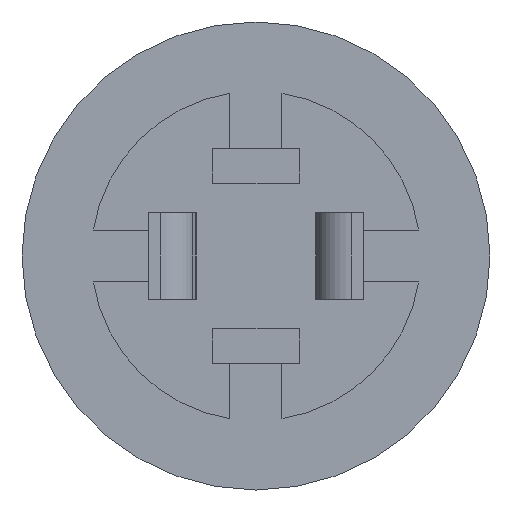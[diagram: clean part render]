
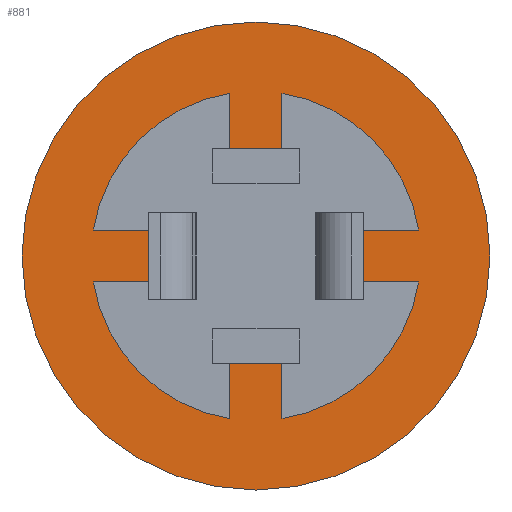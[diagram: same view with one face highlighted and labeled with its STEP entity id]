
A CAD part, front view. The second image highlights one B-rep face of the part: STEP entity #881.
In plain terms, the highlighted planar face has unit normal (0, -1, 0).
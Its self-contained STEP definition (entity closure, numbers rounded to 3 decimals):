
#15=FACE_BOUND('',#341,.T.);
#32=PLANE('',#939);
#89=LINE('',#1346,#195);
#105=LINE('',#1378,#211);
#106=LINE('',#1384,#212);
#107=LINE('',#1386,#213);
#108=LINE('',#1389,#214);
#109=LINE('',#1391,#215);
#110=LINE('',#1394,#216);
#111=LINE('',#1396,#217);
#112=LINE('',#1400,#218);
#113=LINE('',#1402,#219);
#114=LINE('',#1404,#220);
#115=LINE('',#1407,#221);
#195=VECTOR('',#1067,10.);
#211=VECTOR('',#1091,10.);
#212=VECTOR('',#1096,10.);
#213=VECTOR('',#1097,10.);
#214=VECTOR('',#1100,10.);
#215=VECTOR('',#1101,10.);
#216=VECTOR('',#1104,10.);
#217=VECTOR('',#1105,10.);
#218=VECTOR('',#1108,10.);
#219=VECTOR('',#1109,10.);
#220=VECTOR('',#1110,10.);
#221=VECTOR('',#1113,10.);
#294=FACE_OUTER_BOUND('',#340,.T.);
#340=EDGE_LOOP('',(#708));
#341=EDGE_LOOP('',(#709,#710,#711,#712,#713,#714,#715,#716,#717,#718,#719,
#720,#721,#722,#723,#724));
#378=CIRCLE('',#940,6.75);
#379=CIRCLE('',#941,4.75);
#380=CIRCLE('',#942,4.75);
#381=CIRCLE('',#943,4.75);
#382=CIRCLE('',#944,4.75);
#425=VERTEX_POINT('',#1343);
#426=VERTEX_POINT('',#1345);
#433=VERTEX_POINT('',#1366);
#438=VERTEX_POINT('',#1376);
#439=VERTEX_POINT('',#1380);
#440=VERTEX_POINT('',#1382);
#441=VERTEX_POINT('',#1383);
#442=VERTEX_POINT('',#1385);
#443=VERTEX_POINT('',#1387);
#444=VERTEX_POINT('',#1390);
#445=VERTEX_POINT('',#1392);
#446=VERTEX_POINT('',#1395);
#447=VERTEX_POINT('',#1397);
#448=VERTEX_POINT('',#1399);
#449=VERTEX_POINT('',#1401);
#450=VERTEX_POINT('',#1403);
#451=VERTEX_POINT('',#1405);
#524=EDGE_CURVE('',#426,#425,#89,.T.);
#540=EDGE_CURVE('',#433,#438,#105,.T.);
#541=EDGE_CURVE('',#439,#439,#378,.T.);
#542=EDGE_CURVE('',#440,#441,#106,.T.);
#543=EDGE_CURVE('',#441,#442,#107,.T.);
#544=EDGE_CURVE('',#442,#443,#379,.T.);
#545=EDGE_CURVE('',#443,#433,#108,.T.);
#546=EDGE_CURVE('',#438,#444,#109,.T.);
#547=EDGE_CURVE('',#444,#445,#380,.T.);
#548=EDGE_CURVE('',#445,#426,#110,.T.);
#549=EDGE_CURVE('',#425,#446,#111,.T.);
#550=EDGE_CURVE('',#446,#447,#381,.T.);
#551=EDGE_CURVE('',#447,#448,#112,.T.);
#552=EDGE_CURVE('',#448,#449,#113,.T.);
#553=EDGE_CURVE('',#449,#450,#114,.T.);
#554=EDGE_CURVE('',#450,#451,#382,.T.);
#555=EDGE_CURVE('',#451,#440,#115,.T.);
#708=ORIENTED_EDGE('',*,*,#541,.T.);
#709=ORIENTED_EDGE('',*,*,#542,.T.);
#710=ORIENTED_EDGE('',*,*,#543,.T.);
#711=ORIENTED_EDGE('',*,*,#544,.T.);
#712=ORIENTED_EDGE('',*,*,#545,.T.);
#713=ORIENTED_EDGE('',*,*,#540,.T.);
#714=ORIENTED_EDGE('',*,*,#546,.T.);
#715=ORIENTED_EDGE('',*,*,#547,.T.);
#716=ORIENTED_EDGE('',*,*,#548,.T.);
#717=ORIENTED_EDGE('',*,*,#524,.T.);
#718=ORIENTED_EDGE('',*,*,#549,.T.);
#719=ORIENTED_EDGE('',*,*,#550,.T.);
#720=ORIENTED_EDGE('',*,*,#551,.T.);
#721=ORIENTED_EDGE('',*,*,#552,.T.);
#722=ORIENTED_EDGE('',*,*,#553,.T.);
#723=ORIENTED_EDGE('',*,*,#554,.T.);
#724=ORIENTED_EDGE('',*,*,#555,.T.);
#881=ADVANCED_FACE('',(#294,#15),#32,.F.);
#939=AXIS2_PLACEMENT_3D('',#1379,#1092,#1093);
#940=AXIS2_PLACEMENT_3D('',#1381,#1094,#1095);
#941=AXIS2_PLACEMENT_3D('',#1388,#1098,#1099);
#942=AXIS2_PLACEMENT_3D('',#1393,#1102,#1103);
#943=AXIS2_PLACEMENT_3D('',#1398,#1106,#1107);
#944=AXIS2_PLACEMENT_3D('',#1406,#1111,#1112);
#1067=DIRECTION('',(0.,0.,1.));
#1091=DIRECTION('',(-1.,0.,0.));
#1092=DIRECTION('center_axis',(0.,1.,0.));
#1093=DIRECTION('ref_axis',(1.,0.,0.));
#1094=DIRECTION('center_axis',(0.,-1.,0.));
#1095=DIRECTION('ref_axis',(1.,0.,0.));
#1096=DIRECTION('',(0.,0.,-1.));
#1097=DIRECTION('',(1.,0.,0.));
#1098=DIRECTION('center_axis',(0.,1.,0.));
#1099=DIRECTION('ref_axis',(1.,0.,0.));
#1100=DIRECTION('',(0.,0.,1.));
#1101=DIRECTION('',(0.,0.,-1.));
#1102=DIRECTION('center_axis',(0.,1.,0.));
#1103=DIRECTION('ref_axis',(1.,0.,0.));
#1104=DIRECTION('',(1.,0.,0.));
#1105=DIRECTION('',(-1.,0.,0.));
#1106=DIRECTION('center_axis',(0.,1.,0.));
#1107=DIRECTION('ref_axis',(1.,0.,0.));
#1108=DIRECTION('',(0.,0.,-1.));
#1109=DIRECTION('',(1.,0.,0.));
#1110=DIRECTION('',(0.,0.,1.));
#1111=DIRECTION('center_axis',(0.,1.,0.));
#1112=DIRECTION('ref_axis',(1.,0.,0.));
#1113=DIRECTION('',(-1.,0.,0.));
#1343=CARTESIAN_POINT('',(29.228,7.219,15.87));
#1345=CARTESIAN_POINT('',(29.228,7.219,14.37));
#1346=CARTESIAN_POINT('',(29.228,7.219,15.745));
#1366=CARTESIAN_POINT('',(33.078,7.219,12.02));
#1376=CARTESIAN_POINT('',(31.578,7.219,12.02));
#1378=CARTESIAN_POINT('',(31.703,7.219,12.02));
#1379=CARTESIAN_POINT('Origin',(32.328,7.219,15.12));
#1380=CARTESIAN_POINT('',(25.578,7.219,15.12));
#1381=CARTESIAN_POINT('Origin',(32.328,7.219,15.12));
#1382=CARTESIAN_POINT('',(35.428,7.219,15.87));
#1383=CARTESIAN_POINT('',(35.428,7.219,14.37));
#1384=CARTESIAN_POINT('',(35.428,7.219,14.495));
#1385=CARTESIAN_POINT('',(37.019,7.219,14.37));
#1386=CARTESIAN_POINT('',(35.428,7.219,14.37));
#1387=CARTESIAN_POINT('',(33.078,7.219,10.43));
#1388=CARTESIAN_POINT('Origin',(32.328,7.219,15.12));
#1389=CARTESIAN_POINT('',(33.078,7.219,12.02));
#1390=CARTESIAN_POINT('',(31.578,7.219,10.43));
#1391=CARTESIAN_POINT('',(31.578,7.219,12.02));
#1392=CARTESIAN_POINT('',(27.638,7.219,14.37));
#1393=CARTESIAN_POINT('Origin',(32.328,7.219,15.12));
#1394=CARTESIAN_POINT('',(29.228,7.219,14.37));
#1395=CARTESIAN_POINT('',(27.638,7.219,15.87));
#1396=CARTESIAN_POINT('',(29.228,7.219,15.87));
#1397=CARTESIAN_POINT('',(31.578,7.219,19.811));
#1398=CARTESIAN_POINT('Origin',(32.328,7.219,15.12));
#1399=CARTESIAN_POINT('',(31.578,7.219,18.22));
#1400=CARTESIAN_POINT('',(31.578,7.219,18.22));
#1401=CARTESIAN_POINT('',(33.078,7.219,18.22));
#1402=CARTESIAN_POINT('',(32.953,7.219,18.22));
#1403=CARTESIAN_POINT('',(33.078,7.219,19.811));
#1404=CARTESIAN_POINT('',(33.078,7.219,18.22));
#1405=CARTESIAN_POINT('',(37.019,7.219,15.87));
#1406=CARTESIAN_POINT('Origin',(32.328,7.219,15.12));
#1407=CARTESIAN_POINT('',(35.428,7.219,15.87));
